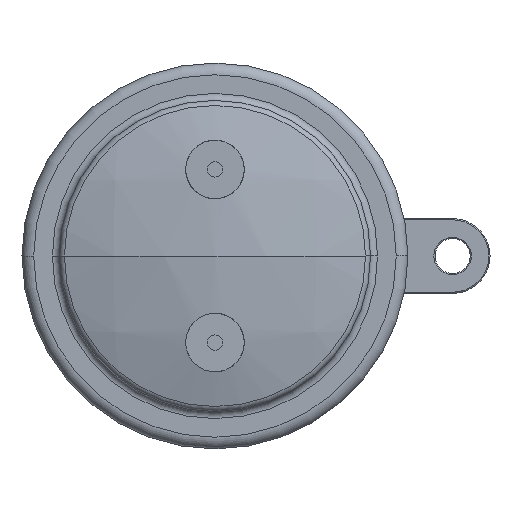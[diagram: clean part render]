
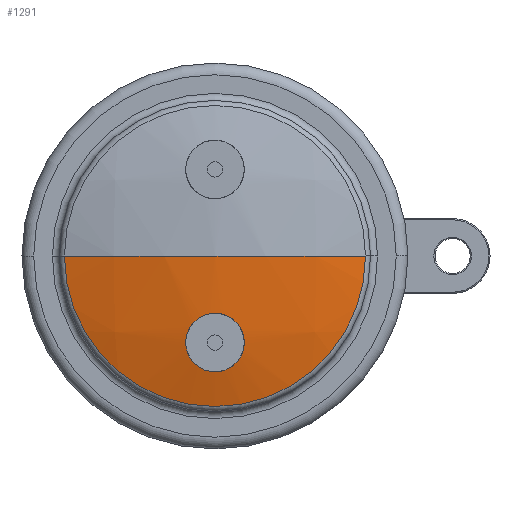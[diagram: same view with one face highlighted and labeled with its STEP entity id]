
A CAD part, front view. The second image highlights one B-rep face of the part: STEP entity #1291.
In plain terms, the highlighted spherical face has radius 22.611 mm.
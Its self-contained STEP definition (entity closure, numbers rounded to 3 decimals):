
#24 = CARTESIAN_POINT ( 'NONE',  ( 0., 21.611, 0. ) ) ;
#47 = CARTESIAN_POINT ( 'NONE',  ( 0., -1., 0. ) ) ;
#56 = DIRECTION ( 'NONE',  ( 0., 0., 1. ) ) ;
#57 = CARTESIAN_POINT ( 'NONE',  ( -0.165, -0.453, -4.942 ) ) ;
#72 = AXIS2_PLACEMENT_3D ( 'NONE', #1976, #56, #2654 ) ;
#103 = CARTESIAN_POINT ( 'NONE',  ( 0.632, -0.478, -4.791 ) ) ;
#118 = CARTESIAN_POINT ( 'NONE',  ( 0.772, -0.825, -2.703 ) ) ;
#140 = CARTESIAN_POINT ( 'NONE',  ( 0.944, -0.523, -4.523 ) ) ;
#152 = CARTESIAN_POINT ( 'NONE',  ( 0.772, -0.494, -4.697 ) ) ;
#210 = CIRCLE ( 'NONE', #2892, 6.435 ) ;
#252 = CARTESIAN_POINT ( 'NONE',  ( -0.405, -0.856, -2.515 ) ) ;
#280 = DIRECTION ( 'NONE',  ( -1., 0., 0. ) ) ;
#335 = CARTESIAN_POINT ( 'NONE',  ( 0., -0.452, -4.95 ) ) ;
#343 = VERTEX_POINT ( 'NONE', #47 ) ;
#347 = CARTESIAN_POINT ( 'NONE',  ( 1.25, -0.687, -3.536 ) ) ;
#382 = CARTESIAN_POINT ( 'NONE',  ( 0.944, -0.797, -2.877 ) ) ;
#464 = CARTESIAN_POINT ( 'NONE',  ( -1.25, -0.633, -3.862 ) ) ;
#502 = CARTESIAN_POINT ( 'NONE',  ( -1.218, -0.714, -3.375 ) ) ;
#504 = CARTESIAN_POINT ( 'NONE',  ( -0.633, -0.841, -2.61 ) ) ;
#509 = DIRECTION ( 'NONE',  ( 0., -1., 0. ) ) ;
#529 = CARTESIAN_POINT ( 'NONE',  ( 0., 21.611, 0. ) ) ;
#634 = CARTESIAN_POINT ( 'NONE',  ( 0.164, -0.452, -4.95 ) ) ;
#688 = AXIS2_PLACEMENT_3D ( 'NONE', #24, #2819, #1951 ) ;
#721 = CARTESIAN_POINT ( 'NONE',  ( -0.082, -0.452, -4.95 ) ) ;
#806 = CARTESIAN_POINT ( 'NONE',  ( 0., -0.452, -4.95 ) ) ;
#853 = CARTESIAN_POINT ( 'NONE',  ( 0.164, -0.867, -2.45 ) ) ;
#870 = CARTESIAN_POINT ( 'NONE',  ( 1.087, -0.556, -4.323 ) ) ;
#959 = SPHERICAL_SURFACE ( 'NONE', #688, 22.611 ) ;
#963 = CARTESIAN_POINT ( 'NONE',  ( -1.003, -0.533, -4.464 ) ) ;
#966 = CARTESIAN_POINT ( 'NONE',  ( -0.327, -0.86, -2.491 ) ) ;
#1014 = CARTESIAN_POINT ( 'NONE',  ( 0., -0.065, 0. ) ) ;
#1065 = EDGE_CURVE ( 'NONE', #2465, #2849, #1950, .T. ) ;
#1074 = CARTESIAN_POINT ( 'NONE',  ( 0.632, -0.841, -2.609 ) ) ;
#1104 = CARTESIAN_POINT ( 'NONE',  ( 0.33, -0.457, -4.917 ) ) ;
#1152 = ORIENTED_EDGE ( 'NONE', *, *, #1065, .F. ) ;
#1178 = CARTESIAN_POINT ( 'NONE',  ( 0., -0.867, -2.45 ) ) ;
#1186 = VERTEX_POINT ( 'NONE', #1903 ) ;
#1194 = CARTESIAN_POINT ( 'NONE',  ( -1.094, -0.764, -3.074 ) ) ;
#1232 = CARTESIAN_POINT ( 'NONE',  ( -0.771, -0.825, -2.702 ) ) ;
#1241 = DIRECTION ( 'NONE',  ( -1., 0., 0. ) ) ;
#1247 = CARTESIAN_POINT ( 'NONE',  ( -1.095, -0.556, -4.325 ) ) ;
#1248 = CARTESIAN_POINT ( 'NONE',  ( 0., -0.867, -2.45 ) ) ;
#1291 = ADVANCED_FACE ( 'NONE', ( #2101, #2087 ), #959, .T. ) ;
#1354 = CARTESIAN_POINT ( 'NONE',  ( 0.33, -0.861, -2.483 ) ) ;
#1366 = CARTESIAN_POINT ( 'NONE',  ( 1.125, -0.752, -3.149 ) ) ;
#1439 = CARTESIAN_POINT ( 'NONE',  ( -0.327, -0.458, -4.909 ) ) ;
#1458 = CARTESIAN_POINT ( 'NONE',  ( -1.25, -0.687, -3.538 ) ) ;
#1471 = CARTESIAN_POINT ( 'NONE',  ( -1.218, -0.606, -4.025 ) ) ;
#1595 = ORIENTED_EDGE ( 'NONE', *, *, #1962, .F. ) ;
#1687 = CARTESIAN_POINT ( 'NONE',  ( 0., -0.452, -4.95 ) ) ;
#1718 = CARTESIAN_POINT ( 'NONE',  ( -1.003, -0.787, -2.936 ) ) ;
#1727 = CIRCLE ( 'NONE', #2842, 22.611 ) ;
#1812 = VERTEX_POINT ( 'NONE', #2705 ) ;
#1815 = CARTESIAN_POINT ( 'NONE',  ( 0.997, -0.786, -2.941 ) ) ;
#1895 = CARTESIAN_POINT ( 'NONE',  ( -0.405, -0.462, -4.885 ) ) ;
#1903 = CARTESIAN_POINT ( 'NONE',  ( 6.435, -0.065, 0. ) ) ;
#1950 = B_SPLINE_CURVE_WITH_KNOTS ( 'NONE', 3,
 ( #806, #634, #1104, #103, #152, #140, #2283, #870, #2264, #2973, #2493, #347, #2515, #1366, #2961, #1815, #382, #118, #1074, #1354, #853, #2060 ),
 .UNSPECIFIED., .F., .F.,
 ( 4, 2, 2, 2, 2, 2, 2, 2, 2, 2, 4 ),
 ( 0.001, 0.001, 0.002, 0.002, 0.002, 0.003, 0.003, 0.004, 0.004, 0.004, 0.005 ),
 .UNSPECIFIED. ) ;
#1951 = DIRECTION ( 'NONE',  ( -1., 0., 0. ) ) ;
#1962 = EDGE_CURVE ( 'NONE', #1812, #343, #3039, .T. ) ;
#1966 = CARTESIAN_POINT ( 'NONE',  ( -0.082, -0.867, -2.45 ) ) ;
#1973 = EDGE_CURVE ( 'NONE', #1186, #343, #1727, .T. ) ;
#1976 = CARTESIAN_POINT ( 'NONE',  ( 0., 21.611, 0. ) ) ;
#2030 = EDGE_LOOP ( 'NONE', ( #2371, #2383, #1595 ) ) ;
#2060 = CARTESIAN_POINT ( 'NONE',  ( 0., -0.867, -2.45 ) ) ;
#2087 = FACE_OUTER_BOUND ( 'NONE', #2030, .T. ) ;
#2101 = FACE_BOUND ( 'NONE', #3034, .T. ) ;
#2150 = CARTESIAN_POINT ( 'NONE',  ( -0.633, -0.478, -4.791 ) ) ;
#2197 = CARTESIAN_POINT ( 'NONE',  ( -0.77, -0.494, -4.698 ) ) ;
#2200 = B_SPLINE_CURVE_WITH_KNOTS ( 'NONE', 3,
 ( #1178, #1966, #2881, #966, #252, #504, #1232, #1718, #1194, #502, #1458, #464, #1471, #1247, #963, #2197, #2150, #1895, #1439, #57, #721, #1687 ),
 .UNSPECIFIED., .F., .F.,
 ( 4, 2, 2, 2, 2, 2, 2, 2, 2, 2, 4 ),
 ( 0.005, 0.005, 0.005, 0.006, 0.006, 0.007, 0.007, 0.008, 0.008, 0.009, 0.009 ),
 .UNSPECIFIED. ) ;
#2264 = CARTESIAN_POINT ( 'NONE',  ( 1.125, -0.568, -4.251 ) ) ;
#2283 = CARTESIAN_POINT ( 'NONE',  ( 0.997, -0.534, -4.459 ) ) ;
#2365 = EDGE_CURVE ( 'NONE', #1812, #1186, #210, .T. ) ;
#2371 = ORIENTED_EDGE ( 'NONE', *, *, #2365, .T. ) ;
#2383 = ORIENTED_EDGE ( 'NONE', *, *, #1973, .T. ) ;
#2465 = VERTEX_POINT ( 'NONE', #335 ) ;
#2493 = CARTESIAN_POINT ( 'NONE',  ( 1.25, -0.633, -3.863 ) ) ;
#2515 = CARTESIAN_POINT ( 'NONE',  ( 1.218, -0.714, -3.375 ) ) ;
#2583 = ORIENTED_EDGE ( 'NONE', *, *, #2878, .F. ) ;
#2654 = DIRECTION ( 'NONE',  ( 1., 0., 0. ) ) ;
#2670 = DIRECTION ( 'NONE',  ( 0., 0., -1. ) ) ;
#2705 = CARTESIAN_POINT ( 'NONE',  ( -6.435, -0.065, 0. ) ) ;
#2819 = DIRECTION ( 'NONE',  ( 0., 0., -1. ) ) ;
#2842 = AXIS2_PLACEMENT_3D ( 'NONE', #529, #2670, #280 ) ;
#2849 = VERTEX_POINT ( 'NONE', #1248 ) ;
#2878 = EDGE_CURVE ( 'NONE', #2849, #2465, #2200, .T. ) ;
#2881 = CARTESIAN_POINT ( 'NONE',  ( -0.165, -0.866, -2.458 ) ) ;
#2892 = AXIS2_PLACEMENT_3D ( 'NONE', #1014, #509, #1241 ) ;
#2961 = CARTESIAN_POINT ( 'NONE',  ( 1.087, -0.763, -3.077 ) ) ;
#2973 = CARTESIAN_POINT ( 'NONE',  ( 1.218, -0.606, -4.025 ) ) ;
#3034 = EDGE_LOOP ( 'NONE', ( #2583, #1152 ) ) ;
#3039 = CIRCLE ( 'NONE', #72, 22.611 ) ;
